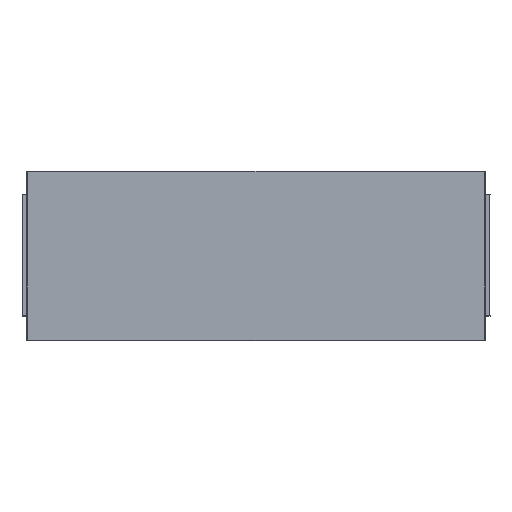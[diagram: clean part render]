
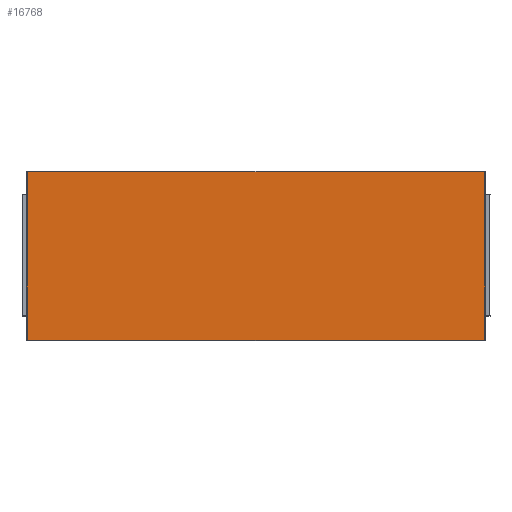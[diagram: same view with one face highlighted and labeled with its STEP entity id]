
A CAD part, top view. The second image highlights one B-rep face of the part: STEP entity #16768.
In plain terms, the highlighted planar face has unit normal (0, 0, 1).
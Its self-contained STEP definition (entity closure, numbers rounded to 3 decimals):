
#771 = ORIENTED_EDGE ( 'NONE', *, *, #11729, .T. ) ;
#1195 = VERTEX_POINT ( 'NONE', #20670 ) ;
#1865 = CARTESIAN_POINT ( 'NONE',  ( -750., 553.263, 305. ) ) ;
#2083 = ORIENTED_EDGE ( 'NONE', *, *, #21439, .F. ) ;
#2763 = VERTEX_POINT ( 'NONE', #1865 ) ;
#3119 = VECTOR ( 'NONE', #11716, 1000. ) ;
#5770 = VECTOR ( 'NONE', #10664, 1000. ) ;
#6111 = VECTOR ( 'NONE', #15661, 1000. ) ;
#6194 = VERTEX_POINT ( 'NONE', #16537 ) ;
#7032 = DIRECTION ( 'NONE',  ( 1., 0., 0. ) ) ;
#7189 = CARTESIAN_POINT ( 'NONE',  ( -750., 1.737, 305. ) ) ;
#7809 = LINE ( 'NONE', #19641, #6111 ) ;
#10616 = CARTESIAN_POINT ( 'NONE',  ( 750., 0., 305. ) ) ;
#10664 = DIRECTION ( 'NONE',  ( -1., 0., 0. ) ) ;
#10716 = ORIENTED_EDGE ( 'NONE', *, *, #25178, .T. ) ;
#11152 = PLANE ( 'NONE',  #23263 ) ;
#11341 = CARTESIAN_POINT ( 'NONE',  ( -750., 0., 305. ) ) ;
#11716 = DIRECTION ( 'NONE',  ( 0., 1., 0. ) ) ;
#11729 = EDGE_CURVE ( 'NONE', #6194, #2763, #7809, .T. ) ;
#12960 = LINE ( 'NONE', #16437, #5770 ) ;
#14987 = EDGE_LOOP ( 'NONE', ( #17600, #2083, #10716, #771 ) ) ;
#15661 = DIRECTION ( 'NONE',  ( -1., 0., 0. ) ) ;
#16296 = VERTEX_POINT ( 'NONE', #7189 ) ;
#16437 = CARTESIAN_POINT ( 'NONE',  ( 750., 1.737, 305. ) ) ;
#16537 = CARTESIAN_POINT ( 'NONE',  ( 750., 553.263, 305. ) ) ;
#16672 = FACE_OUTER_BOUND ( 'NONE', #14987, .T. ) ;
#16768 = ADVANCED_FACE ( 'NONE', ( #16672 ), #11152, .T. ) ;
#17059 = CARTESIAN_POINT ( 'NONE',  ( 750., 0., 305. ) ) ;
#17600 = ORIENTED_EDGE ( 'NONE', *, *, #17657, .F. ) ;
#17657 = EDGE_CURVE ( 'NONE', #16296, #2763, #19315, .T. ) ;
#18838 = LINE ( 'NONE', #10616, #20240 ) ;
#19315 = LINE ( 'NONE', #11341, #3119 ) ;
#19641 = CARTESIAN_POINT ( 'NONE',  ( 750., 553.263, 305. ) ) ;
#20240 = VECTOR ( 'NONE', #22689, 1000. ) ;
#20670 = CARTESIAN_POINT ( 'NONE',  ( 750., 1.737, 305. ) ) ;
#21439 = EDGE_CURVE ( 'NONE', #1195, #16296, #12960, .T. ) ;
#22689 = DIRECTION ( 'NONE',  ( 0., 1., 0. ) ) ;
#23263 = AXIS2_PLACEMENT_3D ( 'NONE', #17059, #24636, #7032 ) ;
#24636 = DIRECTION ( 'NONE',  ( 0., 0., 1. ) ) ;
#25178 = EDGE_CURVE ( 'NONE', #1195, #6194, #18838, .T. ) ;
